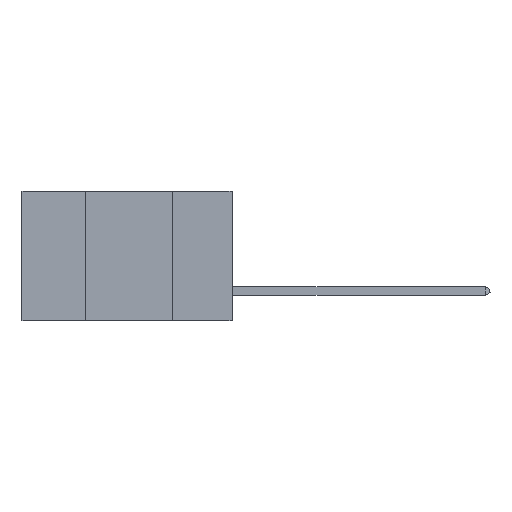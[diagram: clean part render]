
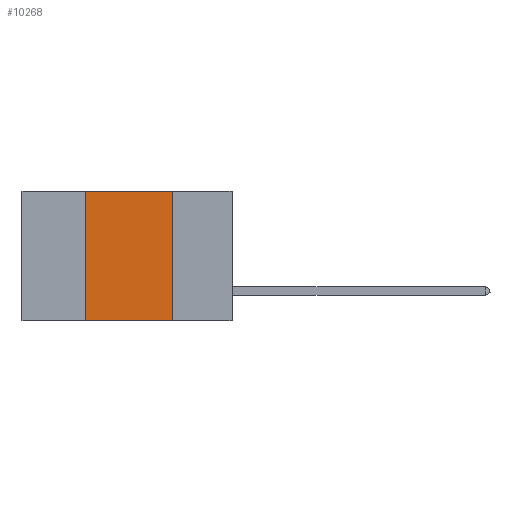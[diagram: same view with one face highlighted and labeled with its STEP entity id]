
A CAD part, left-side view. The second image highlights one B-rep face of the part: STEP entity #10268.
In plain terms, the highlighted planar face has unit normal (-1, 0, 0).
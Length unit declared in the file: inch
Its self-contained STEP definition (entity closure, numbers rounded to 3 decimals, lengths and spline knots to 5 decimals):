
#1243 = EDGE_CURVE ( 'NONE', #38138, #32789, #11679, .T. ) ;
#5565 = VERTEX_POINT ( 'NONE', #14279 ) ;
#6534 = VECTOR ( 'NONE', #37773, 39.37008 ) ;
#7058 = EDGE_CURVE ( 'NONE', #32789, #5565, #25691, .T. ) ;
#9235 = PLANE ( 'NONE',  #14452 ) ;
#9379 = DIRECTION ( 'NONE',  ( 0., 0., -1. ) ) ;
#9615 = DIRECTION ( 'NONE',  ( 0., 0., 1. ) ) ;
#10268 = ADVANCED_FACE ( 'NONE', ( #18146 ), #9235, .F. ) ;
#10484 = DIRECTION ( 'NONE',  ( 0., 0., -1. ) ) ;
#11679 = LINE ( 'NONE', #36895, #23013 ) ;
#12130 = CARTESIAN_POINT ( 'NONE',  ( 0., 0.6, 0. ) ) ;
#13878 = ORIENTED_EDGE ( 'NONE', *, *, #35134, .T. ) ;
#14279 = CARTESIAN_POINT ( 'NONE',  ( 0., 0.17, -0.37 ) ) ;
#14452 = AXIS2_PLACEMENT_3D ( 'NONE', #12130, #14935, #9379 ) ;
#14581 = VERTEX_POINT ( 'NONE', #18600 ) ;
#14935 = DIRECTION ( 'NONE',  ( 1., 0., 0. ) ) ;
#16644 = CARTESIAN_POINT ( 'NONE',  ( 0., 0.6, -0.37 ) ) ;
#17347 = EDGE_CURVE ( 'NONE', #14581, #38138, #27743, .T. ) ;
#18146 = FACE_OUTER_BOUND ( 'NONE', #18945, .T. ) ;
#18600 = CARTESIAN_POINT ( 'NONE',  ( 0., 0.42, -0.37 ) ) ;
#18945 = EDGE_LOOP ( 'NONE', ( #22828, #37719, #26728, #13878 ) ) ;
#22827 = CARTESIAN_POINT ( 'NONE',  ( 0., 0.17, 0. ) ) ;
#22828 = ORIENTED_EDGE ( 'NONE', *, *, #7058, .F. ) ;
#23013 = VECTOR ( 'NONE', #30750, 39.37008 ) ;
#24056 = CARTESIAN_POINT ( 'NONE',  ( 0., 0.42, 0. ) ) ;
#25410 = VECTOR ( 'NONE', #9615, 39.37008 ) ;
#25691 = LINE ( 'NONE', #22827, #32775 ) ;
#26728 = ORIENTED_EDGE ( 'NONE', *, *, #17347, .F. ) ;
#27743 = LINE ( 'NONE', #36686, #25410 ) ;
#30750 = DIRECTION ( 'NONE',  ( 0., -1., 0. ) ) ;
#32775 = VECTOR ( 'NONE', #10484, 39.37008 ) ;
#32789 = VERTEX_POINT ( 'NONE', #32885 ) ;
#32885 = CARTESIAN_POINT ( 'NONE',  ( 0., 0.17, 0. ) ) ;
#32936 = LINE ( 'NONE', #16644, #6534 ) ;
#35134 = EDGE_CURVE ( 'NONE', #14581, #5565, #32936, .T. ) ;
#36686 = CARTESIAN_POINT ( 'NONE',  ( 0., 0.42, 0. ) ) ;
#36895 = CARTESIAN_POINT ( 'NONE',  ( 0., 0.6, 0. ) ) ;
#37719 = ORIENTED_EDGE ( 'NONE', *, *, #1243, .F. ) ;
#37773 = DIRECTION ( 'NONE',  ( 0., -1., 0. ) ) ;
#38138 = VERTEX_POINT ( 'NONE', #24056 ) ;
